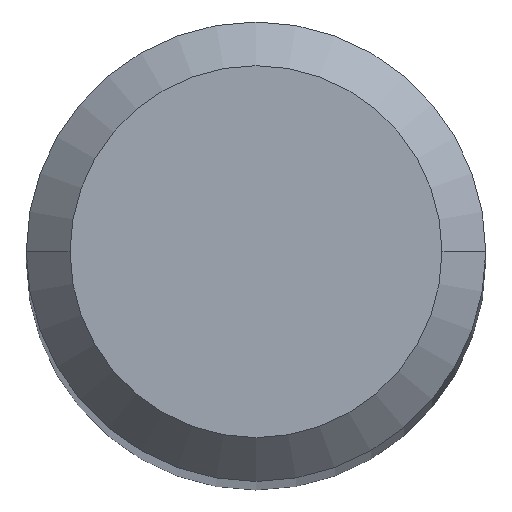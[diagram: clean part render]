
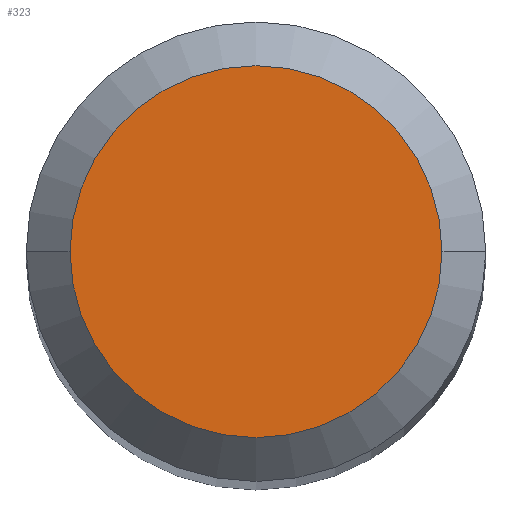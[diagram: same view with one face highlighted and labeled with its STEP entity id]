
A CAD part, top view. The second image highlights one B-rep face of the part: STEP entity #323.
In plain terms, the highlighted planar face has unit normal (0, 0, 1).
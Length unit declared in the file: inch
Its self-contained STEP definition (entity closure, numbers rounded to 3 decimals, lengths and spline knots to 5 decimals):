
#9 = CARTESIAN_POINT ( 'NONE',  ( -0.06375, 0., 0. ) ) ;
#55 = DIRECTION ( 'NONE',  ( 0., 0., -1. ) ) ;
#60 = DIRECTION ( 'NONE',  ( 1., 0., 0. ) ) ;
#95 = AXIS2_PLACEMENT_3D ( 'NONE', #133, #175, #172 ) ;
#113 = CIRCLE ( 'NONE', #95, 0.06375 ) ;
#126 = DIRECTION ( 'NONE',  ( -1., 0., 0. ) ) ;
#133 = CARTESIAN_POINT ( 'NONE',  ( 0., 0., 0. ) ) ;
#140 = EDGE_CURVE ( 'NONE', #183, #342, #113, .T. ) ;
#162 = ORIENTED_EDGE ( 'NONE', *, *, #140, .T. ) ;
#172 = DIRECTION ( 'NONE',  ( 1., 0., 0. ) ) ;
#175 = DIRECTION ( 'NONE',  ( 0., 0., 1. ) ) ;
#183 = VERTEX_POINT ( 'NONE', #9 ) ;
#214 = AXIS2_PLACEMENT_3D ( 'NONE', #378, #417, #60 ) ;
#224 = FACE_OUTER_BOUND ( 'NONE', #380, .T. ) ;
#265 = ORIENTED_EDGE ( 'NONE', *, *, #436, .T. ) ;
#274 = CARTESIAN_POINT ( 'NONE',  ( 0.06375, 0., 0. ) ) ;
#323 = ADVANCED_FACE ( 'NONE', ( #224 ), #336, .F. ) ;
#336 = PLANE ( 'NONE',  #339 ) ;
#339 = AXIS2_PLACEMENT_3D ( 'NONE', #373, #55, #126 ) ;
#342 = VERTEX_POINT ( 'NONE', #274 ) ;
#358 = CIRCLE ( 'NONE', #214, 0.06375 ) ;
#373 = CARTESIAN_POINT ( 'NONE',  ( 0., 0.06375, 0. ) ) ;
#378 = CARTESIAN_POINT ( 'NONE',  ( 0., 0., 0. ) ) ;
#380 = EDGE_LOOP ( 'NONE', ( #162, #265 ) ) ;
#417 = DIRECTION ( 'NONE',  ( 0., 0., 1. ) ) ;
#436 = EDGE_CURVE ( 'NONE', #342, #183, #358, .T. ) ;
